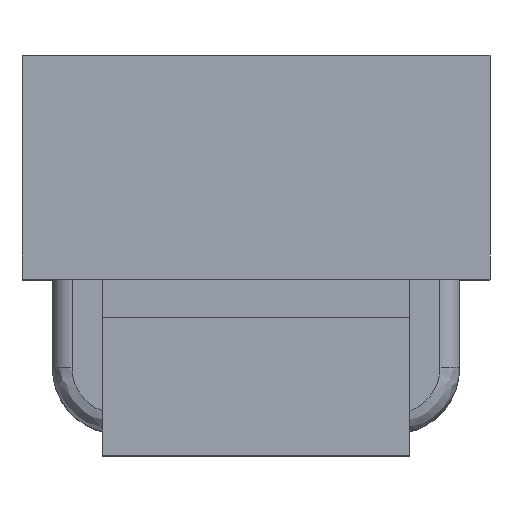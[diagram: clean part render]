
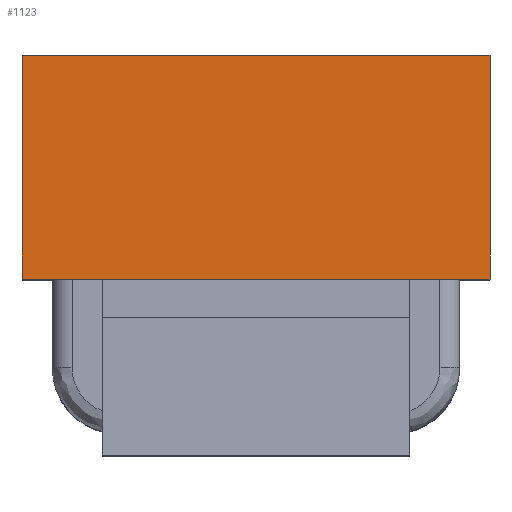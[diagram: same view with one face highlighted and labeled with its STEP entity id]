
A CAD part, top view. The second image highlights one B-rep face of the part: STEP entity #1123.
In plain terms, the highlighted planar face has unit normal (0, 0, 1).
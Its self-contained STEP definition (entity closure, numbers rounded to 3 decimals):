
#438 = FACE_OUTER_BOUND ( 'NONE', #900, .T. ) ;
#471 = LINE ( 'NONE', #624, #1807 ) ;
#472 = LINE ( 'NONE', #626, #1303 ) ;
#535 = PLANE ( 'NONE',  #1756 ) ;
#536 = CARTESIAN_POINT ( 'NONE',  ( -0.355, 0.508, 0.548 ) ) ;
#537 = DIRECTION ( 'NONE',  ( 0., 0., -1. ) ) ;
#538 = DIRECTION ( 'NONE',  ( -1., 0., 0. ) ) ;
#624 = CARTESIAN_POINT ( 'NONE',  ( 0.356, 0.258, 0.548 ) ) ;
#625 = DIRECTION ( 'NONE',  ( 0., -1., 0. ) ) ;
#626 = CARTESIAN_POINT ( 'NONE',  ( -0.356, 0.598, 0.548 ) ) ;
#627 = DIRECTION ( 'NONE',  ( 1., 0., 0. ) ) ;
#791 = LINE ( 'NONE', #1453, #1354 ) ;
#798 = LINE ( 'NONE', #1467, #1361 ) ;
#900 = EDGE_LOOP ( 'NONE', ( #1008, #1005, #1004, #1006 ) ) ;
#930 = VERTEX_POINT ( 'NONE', #1622 ) ;
#931 = VERTEX_POINT ( 'NONE', #1621 ) ;
#933 = VERTEX_POINT ( 'NONE', #1624 ) ;
#935 = VERTEX_POINT ( 'NONE', #1600 ) ;
#1004 = ORIENTED_EDGE ( 'NONE', *, *, #1162, .F. ) ;
#1005 = ORIENTED_EDGE ( 'NONE', *, *, #1161, .F. ) ;
#1006 = ORIENTED_EDGE ( 'NONE', *, *, #1199, .F. ) ;
#1008 = ORIENTED_EDGE ( 'NONE', *, *, #1192, .F. ) ;
#1123 = ADVANCED_FACE ( 'NONE', ( #438 ), #535, .F. ) ;
#1161 = EDGE_CURVE ( 'NONE', #933, #931, #471, .T. ) ;
#1162 = EDGE_CURVE ( 'NONE', #930, #933, #472, .T. ) ;
#1192 = EDGE_CURVE ( 'NONE', #931, #935, #791, .T. ) ;
#1199 = EDGE_CURVE ( 'NONE', #935, #930, #798, .T. ) ;
#1303 = VECTOR ( 'NONE', #627, 1000. ) ;
#1354 = VECTOR ( 'NONE', #1454, 1000. ) ;
#1361 = VECTOR ( 'NONE', #1468, 1000. ) ;
#1453 = CARTESIAN_POINT ( 'NONE',  ( -0.355, 0.258, 0.548 ) ) ;
#1454 = DIRECTION ( 'NONE',  ( -1., 0., 0. ) ) ;
#1467 = CARTESIAN_POINT ( 'NONE',  ( -0.355, 0.508, 0.548 ) ) ;
#1468 = DIRECTION ( 'NONE',  ( 0., 1., 0. ) ) ;
#1600 = CARTESIAN_POINT ( 'NONE',  ( -0.356, 0.258, 0.548 ) ) ;
#1621 = CARTESIAN_POINT ( 'NONE',  ( 0.356, 0.258, 0.548 ) ) ;
#1622 = CARTESIAN_POINT ( 'NONE',  ( -0.356, 0.598, 0.548 ) ) ;
#1624 = CARTESIAN_POINT ( 'NONE',  ( 0.356, 0.598, 0.548 ) ) ;
#1756 = AXIS2_PLACEMENT_3D ( 'NONE', #536, #537, #538 ) ;
#1807 = VECTOR ( 'NONE', #625, 1000. ) ;
